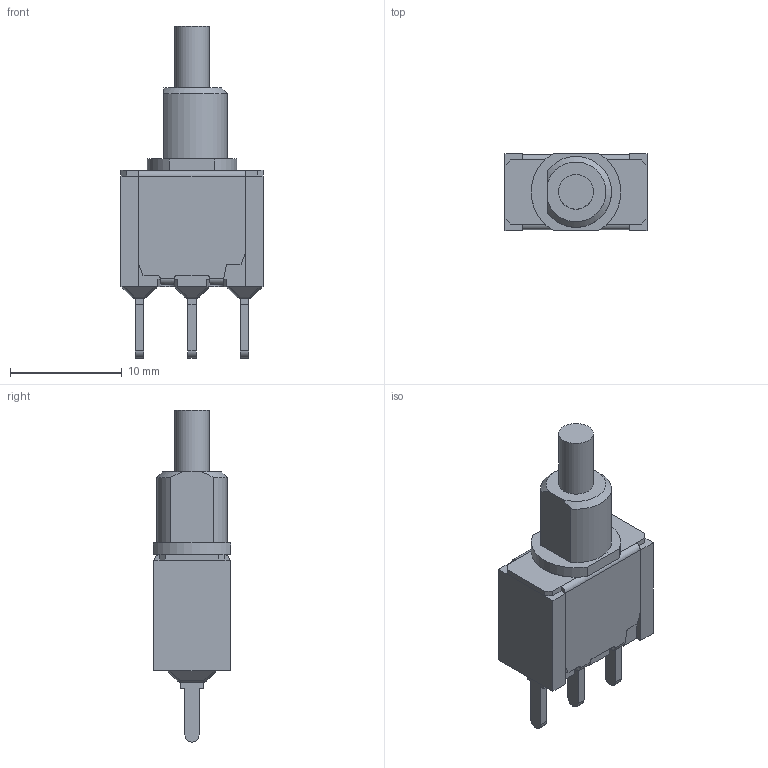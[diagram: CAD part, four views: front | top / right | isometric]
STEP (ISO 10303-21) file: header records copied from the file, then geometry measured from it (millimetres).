
FILE_DESCRIPTION(/* description */ (''),/* implementation_level */ '2;1');
FILE_NAME(/* name */ '700SP7B11M2xE.stp',/* time_stamp */ '2024-07-16T14:12:57-05:00',/* author */ ('jsteinblock'),/* organization */ (''),/* preprocessor_version */ 'ST-DEVELOPER v18.1',/* originating_system */ 'Autodesk Inventor 2022',/* authorisation */ '');
FILE_SCHEMA (('AUTOMOTIVE_DESIGN { 1 0 10303 214 3 1 1 }'));
Length unit declared in the file: inch
Products named in the file (1): 700SP7B11M2xE
Bounding box: 12.7 x 6.9 x 29.69 mm (x, y, z)
Volume: 1176.5 mm3; surface area: 1021.3 mm2
Topology: 2 solids, 5 shells, 407 faces, 1097 edges, 698 vertices
Faces by surface type: plane 232, bspline 96, cylinder 66, sphere 12, cone 1
Full cylindrical faces by diameter (mm): 3.1 x2
Entity records: 13184 total; most frequent: CARTESIAN_POINT 3667, ORIENTED_EDGE 2170, DIRECTION 1607, EDGE_CURVE 1085, LINE 717, VECTOR 717, VERTEX_POINT 698, AXIS2_PLACEMENT_3D 445
